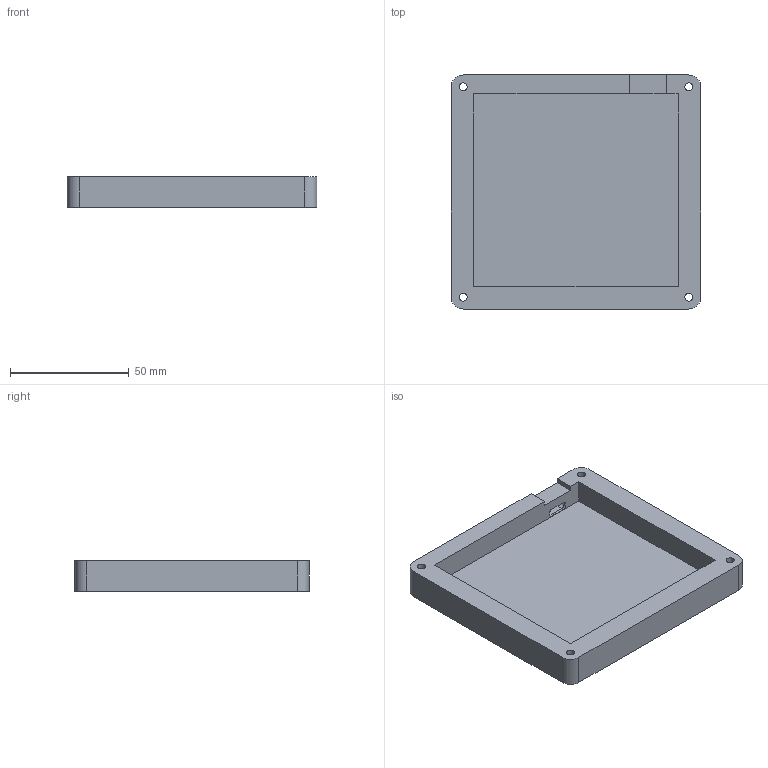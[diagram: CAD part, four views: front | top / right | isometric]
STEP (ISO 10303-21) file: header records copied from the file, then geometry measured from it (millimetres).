
FILE_DESCRIPTION(/* description */ (''),/* implementation_level */ '2;1');
FILE_NAME(/* name */ 'BottomCase.step',/* time_stamp */ '2025-06-27T12:34:19-07:00',/* author */ (''),/* organization */ (''),/* preprocessor_version */ 'ST-DEVELOPER v20.1',/* originating_system */ 'Autodesk Translation Framework v14.10.0.0',/* authorisation */ '');
FILE_SCHEMA (('AUTOMOTIVE_DESIGN { 1 0 10303 214 3 1 1 }'));
Length unit declared in the file: millimetre
Products named in the file (2): 2025-06-12-12-17-49-852; 2025-06-12-12-19-07-620
Assembly tree (1 placements, depth 2):
  2025-06-12-12-17-49-852
    2025-06-12-12-19-07-620
Bounding box: 105 x 98.5 x 13 mm (x, y, z)
Volume: 62642.4 mm3; surface area: 30016.3 mm2
Topology: 1 solids, 1 shells, 145 faces, 393 edges, 262 vertices
Faces by surface type: plane 77, bspline 48, cylinder 20
Full cylindrical faces by diameter (mm): 3.4 x4, 6 x4
Entity records: 5076 total; most frequent: CARTESIAN_POINT 1620, ORIENTED_EDGE 786, DIRECTION 539, EDGE_CURVE 393, VERTEX_POINT 262, LINE 257, VECTOR 257, EDGE_LOOP 167
